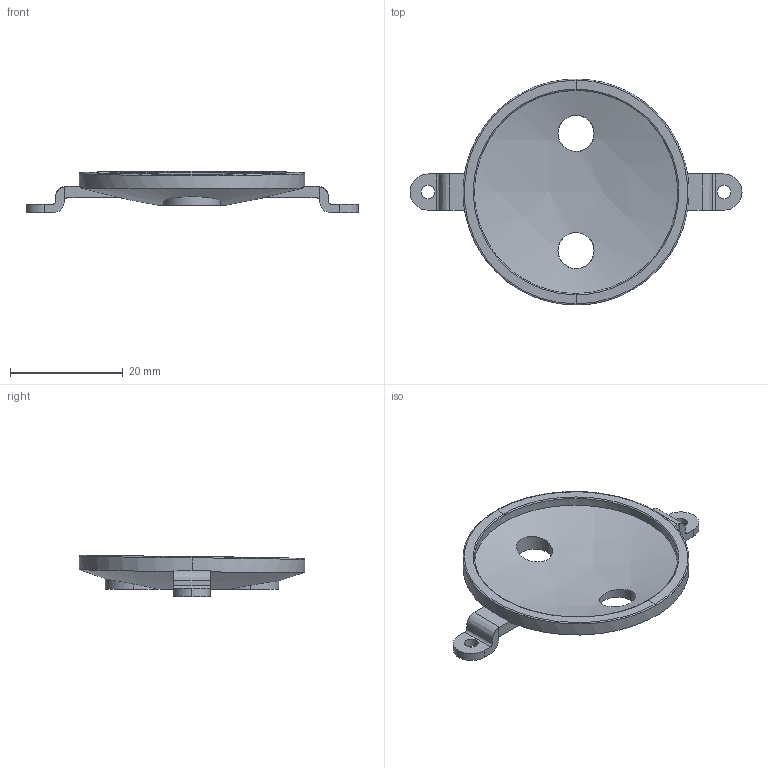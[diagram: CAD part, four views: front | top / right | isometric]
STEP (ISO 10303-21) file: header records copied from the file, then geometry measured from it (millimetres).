
FILE_DESCRIPTION (( 'STEP AP214' ), '1' );
FILE_NAME ('light guide 1.STEP', '2017-04-13T19:35:52', ( '' ), ( '' ), 'SwSTEP 2.0', 'SolidWorks 2013', '' );
FILE_SCHEMA (( 'AUTOMOTIVE_DESIGN' ));
Length unit declared in the file: millimetre
Products named in the file (1): light guide 1
Bounding box: 58.8 x 40 x 7.3 mm (x, y, z)
Volume: 2496.2 mm3; surface area: 3501.3 mm2
Topology: 1 solids, 1 shells, 62 faces, 180 edges, 120 vertices
Faces by surface type: cylinder 26, plane 19, bspline 17
Entity records: 5883 total; most frequent: CARTESIAN_POINT 4355, ORIENTED_EDGE 360, DIRECTION 242, EDGE_CURVE 180, VERTEX_POINT 120, AXIS2_PLACEMENT_3D 90, EDGE_LOOP 72, B_SPLINE_CURVE_WITH_KNOTS 70
